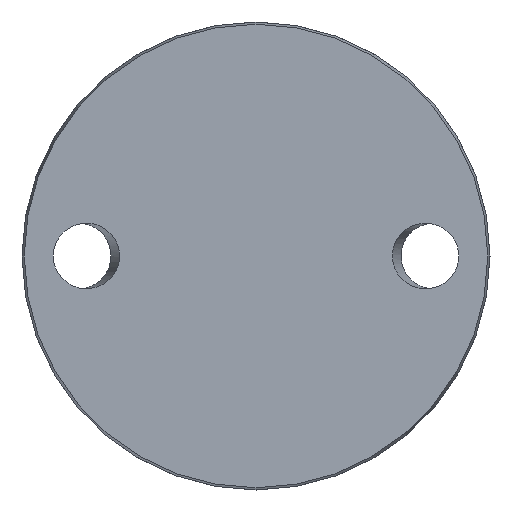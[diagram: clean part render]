
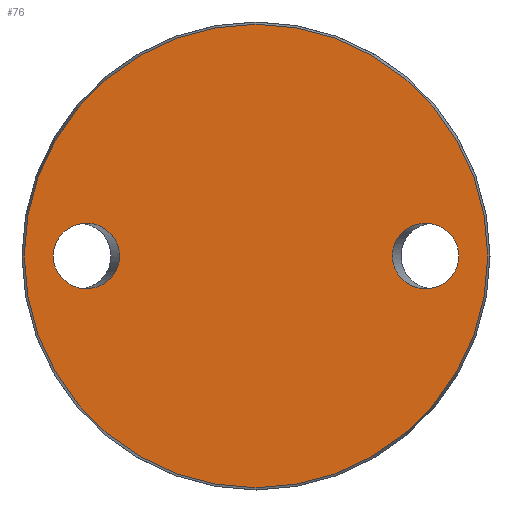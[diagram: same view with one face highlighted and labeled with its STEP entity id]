
A CAD part, front view. The second image highlights one B-rep face of the part: STEP entity #76.
In plain terms, the highlighted planar face has unit normal (0, -1, 0).
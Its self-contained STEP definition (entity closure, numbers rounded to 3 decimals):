
#36 = CARTESIAN_POINT ( 'NONE',  ( 0., 0., 0. ) ) ;
#55 = DIRECTION ( 'NONE',  ( 0., 1., 0. ) ) ;
#76 = ADVANCED_FACE ( 'NONE', ( #661, #113, #547 ), #224, .F. ) ;
#77 = VERTEX_POINT ( 'NONE', #261 ) ;
#99 = EDGE_CURVE ( 'NONE', #77, #77, #370, .T. ) ;
#113 = FACE_BOUND ( 'NONE', #155, .T. ) ;
#122 = CARTESIAN_POINT ( 'NONE',  ( 51.115, 0., -16.5 ) ) ;
#136 = CARTESIAN_POINT ( 'NONE',  ( 34.385, 0., 0. ) ) ;
#153 = CARTESIAN_POINT ( 'NONE',  ( 51.115, 0., 0. ) ) ;
#155 = EDGE_LOOP ( 'NONE', ( #512 ) ) ;
#157 = CIRCLE ( 'NONE', #385, 58.425 ) ;
#224 = PLANE ( 'NONE',  #719 ) ;
#226 = EDGE_CURVE ( 'NONE', #516, #516, #157, .T. ) ;
#232 = CARTESIAN_POINT ( 'NONE',  ( -51.115, 0., -16.5 ) ) ;
#239 = CARTESIAN_POINT ( 'NONE',  ( 34.385, 0., 16.5 ) ) ;
#261 = CARTESIAN_POINT ( 'NONE',  ( -51.115, 0., 0. ) ) ;
#330 = EDGE_LOOP ( 'NONE', ( #684 ) ) ;
#364 = EDGE_LOOP ( 'NONE', ( #381 ) ) ;
#370 =( BOUNDED_CURVE ( )  B_SPLINE_CURVE ( 3, ( #601, #782, #660, #605, #416, #232, #413 ),
 .UNSPECIFIED., .T., .F. ) 
 B_SPLINE_CURVE_WITH_KNOTS ( ( 4, 3, 4 ),
 ( 0., 3.142, 6.283 ),
 .UNSPECIFIED. ) 
 CURVE ( )  GEOMETRIC_REPRESENTATION_ITEM ( )  RATIONAL_B_SPLINE_CURVE ( ( 1., 0.333, 0.333, 1., 0.333, 0.333, 1. ) ) 
 REPRESENTATION_ITEM ( '' )  );
#381 = ORIENTED_EDGE ( 'NONE', *, *, #226, .T. ) ;
#385 = AXIS2_PLACEMENT_3D ( 'NONE', #36, #528, #573 ) ;
#391 = VERTEX_POINT ( 'NONE', #153 ) ;
#413 = CARTESIAN_POINT ( 'NONE',  ( -51.115, 0., 0. ) ) ;
#416 = CARTESIAN_POINT ( 'NONE',  ( -34.385, 0., -16.5 ) ) ;
#420 = CARTESIAN_POINT ( 'NONE',  ( 51.115, 0., 16.5 ) ) ;
#512 = ORIENTED_EDGE ( 'NONE', *, *, #540, .T. ) ;
#516 = VERTEX_POINT ( 'NONE', #640 ) ;
#528 = DIRECTION ( 'NONE',  ( 0., -1., 0. ) ) ;
#539 = DIRECTION ( 'NONE',  ( 0., 0., 1. ) ) ;
#540 = EDGE_CURVE ( 'NONE', #391, #391, #703, .T. ) ;
#547 = FACE_OUTER_BOUND ( 'NONE', #364, .T. ) ;
#573 = DIRECTION ( 'NONE',  ( 0., 0., -1. ) ) ;
#601 = CARTESIAN_POINT ( 'NONE',  ( -51.115, 0., 0. ) ) ;
#605 = CARTESIAN_POINT ( 'NONE',  ( -34.385, 0., 0. ) ) ;
#640 = CARTESIAN_POINT ( 'NONE',  ( 0., 0., -58.425 ) ) ;
#646 = CARTESIAN_POINT ( 'NONE',  ( 34.385, 0., -16.5 ) ) ;
#660 = CARTESIAN_POINT ( 'NONE',  ( -34.385, 0., 16.5 ) ) ;
#661 = FACE_BOUND ( 'NONE', #330, .T. ) ;
#684 = ORIENTED_EDGE ( 'NONE', *, *, #99, .T. ) ;
#703 =( BOUNDED_CURVE ( )  B_SPLINE_CURVE ( 3, ( #790, #122, #646, #136, #239, #420, #775 ),
 .UNSPECIFIED., .T., .F. ) 
 B_SPLINE_CURVE_WITH_KNOTS ( ( 4, 3, 4 ),
 ( 0., 3.142, 6.283 ),
 .UNSPECIFIED. ) 
 CURVE ( )  GEOMETRIC_REPRESENTATION_ITEM ( )  RATIONAL_B_SPLINE_CURVE ( ( 1., 0.333, 0.333, 1., 0.333, 0.333, 1. ) ) 
 REPRESENTATION_ITEM ( '' )  );
#719 = AXIS2_PLACEMENT_3D ( 'NONE', #726, #55, #539 ) ;
#726 = CARTESIAN_POINT ( 'NONE',  ( -58.425, 0., 0. ) ) ;
#775 = CARTESIAN_POINT ( 'NONE',  ( 51.115, 0., 0. ) ) ;
#782 = CARTESIAN_POINT ( 'NONE',  ( -51.115, 0., 16.5 ) ) ;
#790 = CARTESIAN_POINT ( 'NONE',  ( 51.115, 0., 0. ) ) ;
